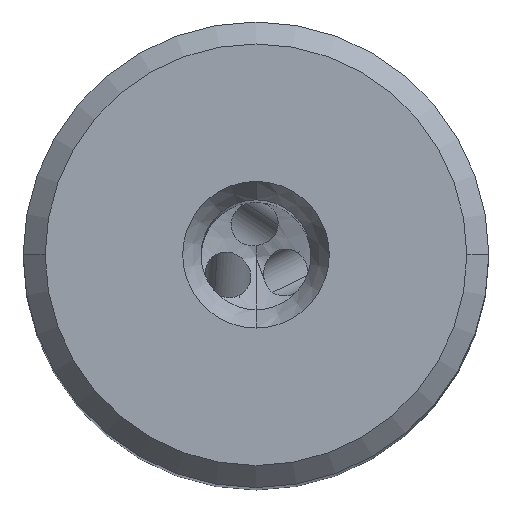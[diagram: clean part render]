
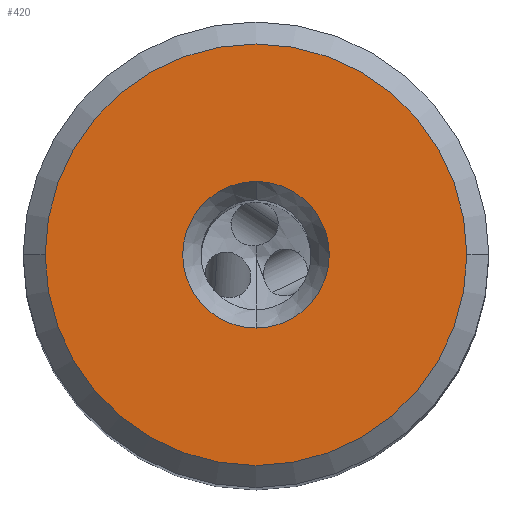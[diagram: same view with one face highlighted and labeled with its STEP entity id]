
A CAD part, top view. The second image highlights one B-rep face of the part: STEP entity #420.
In plain terms, the highlighted planar face has unit normal (0, 0, 1).
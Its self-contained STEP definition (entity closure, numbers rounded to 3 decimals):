
#155=FACE_BOUND('',#1206,.T.);
#156=FACE_BOUND('',#1207,.T.);
#252=PLANE('',#6163);
#420=ADVANCED_FACE('',(#155,#156),#252,.T.);
#1206=EDGE_LOOP('',(#3196,#3197,#3198));
#1207=EDGE_LOOP('',(#3199,#3200));
#3196=ORIENTED_EDGE('',*,*,#5112,.F.);
#3197=ORIENTED_EDGE('',*,*,#5113,.F.);
#3198=ORIENTED_EDGE('',*,*,#5114,.F.);
#3199=ORIENTED_EDGE('',*,*,#5115,.F.);
#3200=ORIENTED_EDGE('',*,*,#5111,.F.);
#4408=VERTEX_POINT('',#12289);
#4409=VERTEX_POINT('',#12291);
#4410=VERTEX_POINT('',#12295);
#4411=VERTEX_POINT('',#12296);
#4412=VERTEX_POINT('',#12298);
#5111=EDGE_CURVE('',#4409,#4408,#5599,.T.);
#5112=EDGE_CURVE('',#4410,#4411,#5600,.T.);
#5113=EDGE_CURVE('',#4412,#4410,#5601,.T.);
#5114=EDGE_CURVE('',#4411,#4412,#5602,.T.);
#5115=EDGE_CURVE('',#4408,#4409,#5603,.T.);
#5599=CIRCLE('',#6157,4.);
#5600=CIRCLE('',#6159,11.5);
#5601=CIRCLE('',#6160,11.5);
#5602=CIRCLE('',#6161,11.5);
#5603=CIRCLE('',#6162,4.);
#6157=AXIS2_PLACEMENT_3D('',#12292,#7234,#7235);
#6159=AXIS2_PLACEMENT_3D('',#12294,#7238,#7239);
#6160=AXIS2_PLACEMENT_3D('',#12297,#7240,#7241);
#6161=AXIS2_PLACEMENT_3D('',#12299,#7242,#7243);
#6162=AXIS2_PLACEMENT_3D('',#12300,#7244,#7245);
#6163=AXIS2_PLACEMENT_3D('',#12301,#7246,#7247);
#7234=DIRECTION('',(0.,0.,1.));
#7235=DIRECTION('',(0.,-1.,0.));
#7238=DIRECTION('',(0.,0.,-1.));
#7239=DIRECTION('',(-1.,0.,0.));
#7240=DIRECTION('',(0.,0.,-1.));
#7241=DIRECTION('',(0.,-1.,0.));
#7242=DIRECTION('',(0.,0.,-1.));
#7243=DIRECTION('',(1.,0.,0.));
#7244=DIRECTION('',(0.,0.,1.));
#7245=DIRECTION('',(0.,1.,0.));
#7246=DIRECTION('',(0.,0.,1.));
#7247=DIRECTION('',(-1.,0.,0.));
#12289=CARTESIAN_POINT('',(0.,4.,0.));
#12291=CARTESIAN_POINT('',(0.,-4.,0.));
#12292=CARTESIAN_POINT('',(0.,0.,0.));
#12294=CARTESIAN_POINT('',(0.,0.,0.));
#12295=CARTESIAN_POINT('',(-11.5,0.,0.));
#12296=CARTESIAN_POINT('',(11.5,0.,0.));
#12297=CARTESIAN_POINT('',(0.,0.,0.));
#12298=CARTESIAN_POINT('',(0.,-11.5,0.));
#12299=CARTESIAN_POINT('',(0.,0.,0.));
#12300=CARTESIAN_POINT('',(0.,0.,0.));
#12301=CARTESIAN_POINT('',(0.,0.,0.));
